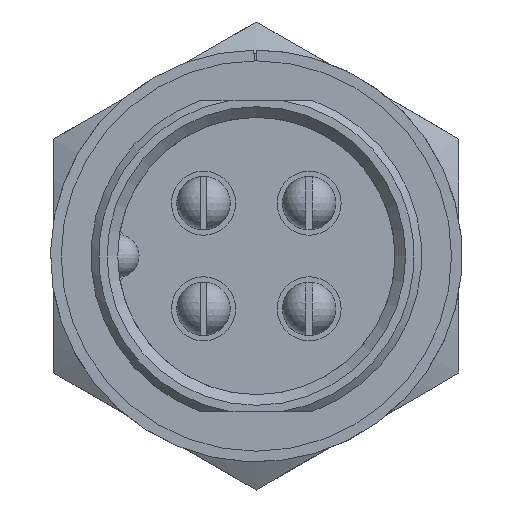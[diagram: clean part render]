
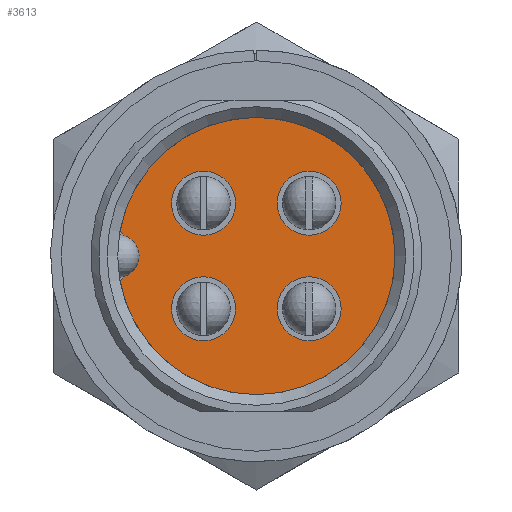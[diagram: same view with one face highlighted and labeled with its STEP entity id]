
A CAD part, left-side view. The second image highlights one B-rep face of the part: STEP entity #3613.
In plain terms, the highlighted face is planar.
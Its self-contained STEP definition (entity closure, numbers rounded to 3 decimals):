
#341=FACE_BOUND('',#853,.T.);
#342=FACE_BOUND('',#854,.T.);
#343=FACE_BOUND('',#855,.T.);
#344=FACE_BOUND('',#856,.T.);
#437=PLANE('',#3989);
#633=FACE_OUTER_BOUND('',#852,.T.);
#852=EDGE_LOOP('',(#3329,#3330,#3331));
#853=EDGE_LOOP('',(#3332));
#854=EDGE_LOOP('',(#3333));
#855=EDGE_LOOP('',(#3334));
#856=EDGE_LOOP('',(#3335));
#1440=CIRCLE('',#3977,1.5);
#1441=CIRCLE('',#3979,1.5);
#1442=CIRCLE('',#3981,1.5);
#1443=CIRCLE('',#3983,1.5);
#1444=CIRCLE('',#3985,6.65);
#1446=CIRCLE('',#3987,6.65);
#1447=CIRCLE('',#3990,1.5);
#1783=VERTEX_POINT('',#7636);
#1784=VERTEX_POINT('',#7640);
#1785=VERTEX_POINT('',#7644);
#1786=VERTEX_POINT('',#7648);
#1787=VERTEX_POINT('',#7652);
#1788=VERTEX_POINT('',#7653);
#1791=VERTEX_POINT('',#7659);
#2296=EDGE_CURVE('',#1783,#1783,#1440,.T.);
#2298=EDGE_CURVE('',#1784,#1784,#1441,.T.);
#2300=EDGE_CURVE('',#1785,#1785,#1442,.T.);
#2302=EDGE_CURVE('',#1786,#1786,#1443,.T.);
#2304=EDGE_CURVE('',#1787,#1788,#1444,.T.);
#2308=EDGE_CURVE('',#1788,#1791,#1446,.T.);
#2310=EDGE_CURVE('',#1787,#1791,#1447,.T.);
#3329=ORIENTED_EDGE('',*,*,#2310,.F.);
#3330=ORIENTED_EDGE('',*,*,#2304,.T.);
#3331=ORIENTED_EDGE('',*,*,#2308,.T.);
#3332=ORIENTED_EDGE('',*,*,#2296,.T.);
#3333=ORIENTED_EDGE('',*,*,#2298,.T.);
#3334=ORIENTED_EDGE('',*,*,#2300,.T.);
#3335=ORIENTED_EDGE('',*,*,#2302,.T.);
#3613=ADVANCED_FACE('',(#633,#341,#342,#343,#344),#437,.T.);
#3977=AXIS2_PLACEMENT_3D('',#7637,#4739,#4740);
#3979=AXIS2_PLACEMENT_3D('',#7641,#4744,#4745);
#3981=AXIS2_PLACEMENT_3D('',#7645,#4749,#4750);
#3983=AXIS2_PLACEMENT_3D('',#7649,#4754,#4755);
#3985=AXIS2_PLACEMENT_3D('',#7654,#4759,#4760);
#3987=AXIS2_PLACEMENT_3D('',#7661,#4765,#4766);
#3989=AXIS2_PLACEMENT_3D('',#7664,#4770,#4771);
#3990=AXIS2_PLACEMENT_3D('',#7665,#4772,#4773);
#4739=DIRECTION('center_axis',(0.,0.,-1.));
#4740=DIRECTION('ref_axis',(0.,1.,0.));
#4744=DIRECTION('center_axis',(0.,0.,-1.));
#4745=DIRECTION('ref_axis',(1.,0.,0.));
#4749=DIRECTION('center_axis',(0.,0.,-1.));
#4750=DIRECTION('ref_axis',(0.,-1.,0.));
#4754=DIRECTION('center_axis',(0.,0.,-1.));
#4755=DIRECTION('ref_axis',(-1.,0.,0.));
#4759=DIRECTION('center_axis',(0.,0.,1.));
#4760=DIRECTION('ref_axis',(1.,0.,0.));
#4765=DIRECTION('center_axis',(0.,0.,1.));
#4766=DIRECTION('ref_axis',(1.,0.,0.));
#4770=DIRECTION('center_axis',(0.,0.,1.));
#4771=DIRECTION('ref_axis',(1.,0.,0.));
#4772=DIRECTION('center_axis',(0.,0.,1.));
#4773=DIRECTION('ref_axis',(1.,0.,0.));
#7636=CARTESIAN_POINT('',(-2.475,0.975,0.));
#7637=CARTESIAN_POINT('Origin',(-2.475,2.475,0.));
#7640=CARTESIAN_POINT('',(0.975,2.475,0.));
#7641=CARTESIAN_POINT('Origin',(2.475,2.475,0.));
#7644=CARTESIAN_POINT('',(2.475,-0.975,0.));
#7645=CARTESIAN_POINT('Origin',(2.475,-2.475,0.));
#7648=CARTESIAN_POINT('',(-0.975,-2.475,0.));
#7649=CARTESIAN_POINT('Origin',(-2.475,-2.475,0.));
#7652=CARTESIAN_POINT('',(-1.25,6.531,0.));
#7653=CARTESIAN_POINT('',(-6.65,0.,0.));
#7654=CARTESIAN_POINT('Origin',(0.,0.,0.));
#7659=CARTESIAN_POINT('',(1.25,6.531,0.));
#7661=CARTESIAN_POINT('Origin',(0.,0.,0.));
#7664=CARTESIAN_POINT('Origin',(0.,0.,0.));
#7665=CARTESIAN_POINT('Origin',(0.,7.361,0.));
